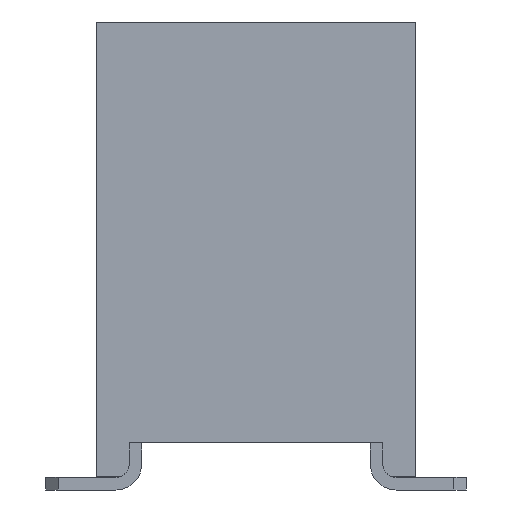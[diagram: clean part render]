
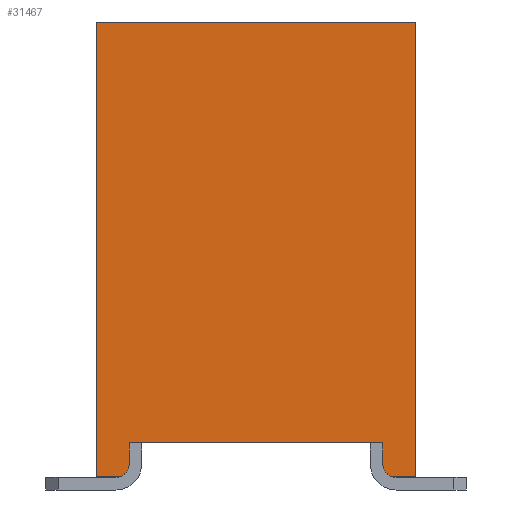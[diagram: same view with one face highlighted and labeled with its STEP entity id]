
A CAD part, front view. The second image highlights one B-rep face of the part: STEP entity #31467.
In plain terms, the highlighted face is planar.
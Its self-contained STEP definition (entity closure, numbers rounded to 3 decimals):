
#376=CIRCLE('',#33453,0.2);
#378=CIRCLE('',#33456,0.2);
#2978=ORIENTED_EDGE('',*,*,#11712,.F.);
#2979=ORIENTED_EDGE('',*,*,#12278,.T.);
#2980=ORIENTED_EDGE('',*,*,#12279,.T.);
#2981=ORIENTED_EDGE('',*,*,#12280,.T.);
#2982=ORIENTED_EDGE('',*,*,#12281,.T.);
#2983=ORIENTED_EDGE('',*,*,#12275,.T.);
#2984=ORIENTED_EDGE('',*,*,#11706,.F.);
#2985=ORIENTED_EDGE('',*,*,#11717,.T.);
#2986=ORIENTED_EDGE('',*,*,#12282,.T.);
#2987=ORIENTED_EDGE('',*,*,#11714,.F.);
#11706=EDGE_CURVE('',#16532,#16533,#19632,.T.);
#11712=EDGE_CURVE('',#16538,#16539,#19638,.T.);
#11714=EDGE_CURVE('',#16539,#16540,#19640,.T.);
#11717=EDGE_CURVE('',#16532,#16542,#19643,.T.);
#12275=EDGE_CURVE('',#16894,#16533,#376,.T.);
#12278=EDGE_CURVE('',#16538,#16896,#378,.T.);
#12279=EDGE_CURVE('',#16896,#16897,#20202,.T.);
#12280=EDGE_CURVE('',#16897,#16898,#20203,.T.);
#12281=EDGE_CURVE('',#16898,#16894,#20204,.T.);
#12282=EDGE_CURVE('',#16542,#16540,#20205,.T.);
#16532=VERTEX_POINT('',#45150);
#16533=VERTEX_POINT('',#45151);
#16538=VERTEX_POINT('',#45162);
#16539=VERTEX_POINT('',#45164);
#16540=VERTEX_POINT('',#45168);
#16542=VERTEX_POINT('',#45174);
#16894=VERTEX_POINT('',#46301);
#16896=VERTEX_POINT('',#46307);
#16897=VERTEX_POINT('',#46309);
#16898=VERTEX_POINT('',#46311);
#19632=LINE('',#45149,#23046);
#19638=LINE('',#45163,#23052);
#19640=LINE('',#45167,#23054);
#19643=LINE('',#45173,#23057);
#20202=LINE('',#46308,#23616);
#20203=LINE('',#46310,#23617);
#20204=LINE('',#46312,#23618);
#20205=LINE('',#46313,#23619);
#23046=VECTOR('',#36069,1000.);
#23052=VECTOR('',#36077,1000.);
#23054=VECTOR('',#36081,1000.);
#23057=VECTOR('',#36086,1000.);
#23616=VECTOR('',#37087,1000.);
#23617=VECTOR('',#37088,1000.);
#23618=VECTOR('',#37089,1000.);
#23619=VECTOR('',#37090,1000.);
#26691=EDGE_LOOP('',(#2978,#2979,#2980,#2981,#2982,#2983,#2984,#2985,#2986,
#2987));
#28507=FACE_BOUND('',#26691,.T.);
#30312=PLANE('',#33455);
#31467=ADVANCED_FACE('',(#28507),#30312,.T.);
#33453=AXIS2_PLACEMENT_3D('',#46300,#37078,#37079);
#33455=AXIS2_PLACEMENT_3D('',#46305,#37083,#37084);
#33456=AXIS2_PLACEMENT_3D('',#46306,#37085,#37086);
#36069=DIRECTION('',(0.,1.,0.));
#36077=DIRECTION('',(0.,1.,0.));
#36081=DIRECTION('',(0.,0.,1.));
#36086=DIRECTION('',(0.,0.,1.));
#37078=DIRECTION('',(-1.,0.,0.));
#37079=DIRECTION('',(0.,0.,1.));
#37083=DIRECTION('',(-1.,0.,0.));
#37084=DIRECTION('',(0.,0.,1.));
#37085=DIRECTION('',(-1.,0.,0.));
#37086=DIRECTION('',(0.,0.,1.));
#37087=DIRECTION('',(0.,0.,1.));
#37088=DIRECTION('',(0.,-1.,0.));
#37089=DIRECTION('',(0.,0.,-1.));
#37090=DIRECTION('',(0.,1.,0.));
#45149=CARTESIAN_POINT('',(-14.22,-2.54,-3.62));
#45150=CARTESIAN_POINT('',(-14.22,-2.54,-3.62));
#45151=CARTESIAN_POINT('',(-14.22,-2.22,-3.62));
#45162=CARTESIAN_POINT('',(-14.22,2.22,-3.62));
#45163=CARTESIAN_POINT('',(-14.22,-2.54,-3.62));
#45164=CARTESIAN_POINT('',(-14.22,2.54,-3.62));
#45167=CARTESIAN_POINT('',(-14.22,2.54,-3.62));
#45168=CARTESIAN_POINT('',(-14.22,2.54,3.62));
#45173=CARTESIAN_POINT('',(-14.22,-2.54,-3.62));
#45174=CARTESIAN_POINT('',(-14.22,-2.54,3.62));
#46300=CARTESIAN_POINT('',(-14.22,-2.22,-3.42));
#46301=CARTESIAN_POINT('',(-14.22,-2.02,-3.42));
#46305=CARTESIAN_POINT('',(-14.22,-2.54,-3.62));
#46306=CARTESIAN_POINT('',(-14.22,2.22,-3.42));
#46307=CARTESIAN_POINT('',(-14.22,2.02,-3.42));
#46308=CARTESIAN_POINT('',(-14.22,2.02,-3.62));
#46309=CARTESIAN_POINT('',(-14.22,2.02,-3.08));
#46310=CARTESIAN_POINT('',(-14.22,-2.54,-3.08));
#46311=CARTESIAN_POINT('',(-14.22,-2.02,-3.08));
#46312=CARTESIAN_POINT('',(-14.22,-2.02,-3.62));
#46313=CARTESIAN_POINT('',(-14.22,-2.54,3.62));
